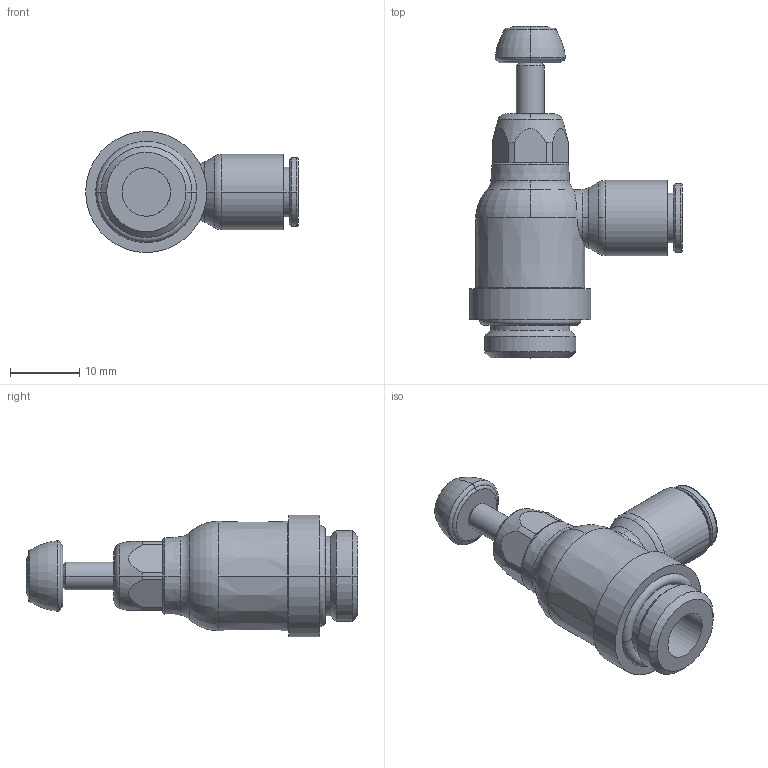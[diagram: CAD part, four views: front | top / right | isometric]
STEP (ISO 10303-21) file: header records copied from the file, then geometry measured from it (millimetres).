
FILE_DESCRIPTION(('STEP AP214'),'1');
FILE_NAME('7061_06_13.stp','2016-07-07T14:20:46',('TraceParts'),('TraceParts S.A.'),'Spatial InterOp 3D',' ',' ');
FILE_SCHEMA(('automotive_design'));
Length unit declared in the file: millimetre
Products named in the file (1): 1
Bounding box: 30.7 x 47.91 x 17.5 mm (x, y, z)
Volume: 5667 mm3; surface area: 3849.3 mm2
Topology: 1 solids, 1 shells, 94 faces, 238 edges, 152 vertices
Faces by surface type: torus 28, cylinder 26, cone 20, plane 16, revolution 4
Entity records: 3040 total; most frequent: CARTESIAN_POINT 641, DIRECTION 569, ORIENTED_EDGE 476, AXIS2_PLACEMENT_3D 252, EDGE_CURVE 238, CIRCLE 161, VERTEX_POINT 152, EDGE_LOOP 102
